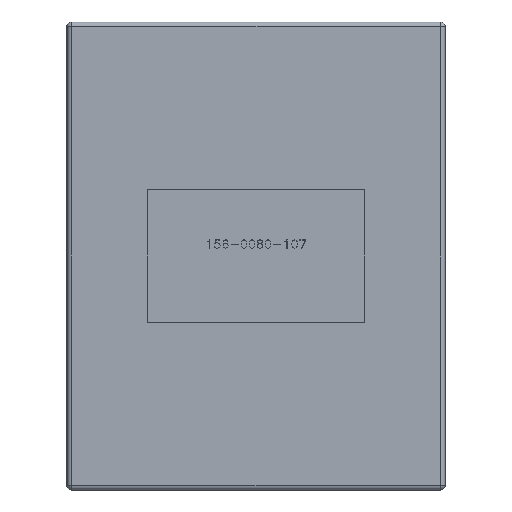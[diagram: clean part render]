
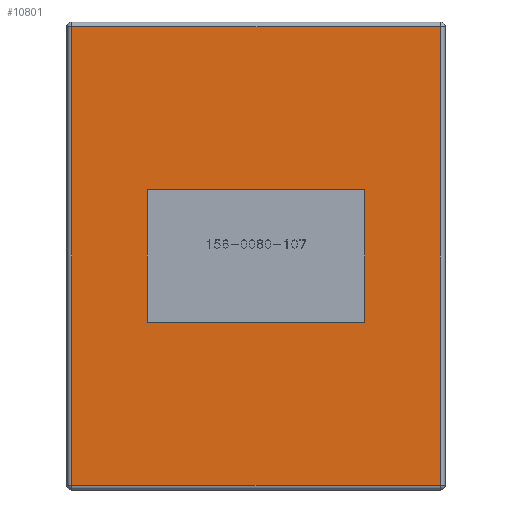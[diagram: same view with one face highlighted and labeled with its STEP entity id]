
A CAD part, front view. The second image highlights one B-rep face of the part: STEP entity #10801.
In plain terms, the highlighted planar face has unit normal (0, -1, 0).
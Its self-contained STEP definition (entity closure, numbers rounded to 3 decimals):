
#10113=CARTESIAN_POINT('',(-46.,0.0,-28.015));
#10114=VERTEX_POINT('',#10113);
#10115=CARTESIAN_POINT('',(-46.,0.0,28.015));
#10116=VERTEX_POINT('',#10115);
#10117=CARTESIAN_POINT('',(-46.,0.0,-28.015));
#10118=DIRECTION('',(0.0,0.0,1.0));
#10119=VECTOR('',#10118,56.03);
#10120=LINE('',#10117,#10119);
#10121=EDGE_CURVE('',#10114,#10116,#10120,.T.);
#10146=CARTESIAN_POINT('',(46.,0.0,-28.015));
#10147=VERTEX_POINT('',#10146);
#10148=CARTESIAN_POINT('',(46.,0.0,-28.015));
#10149=DIRECTION('',(-1.0,0.0,0.0));
#10150=VECTOR('',#10149,92.0);
#10151=LINE('',#10148,#10150);
#10152=EDGE_CURVE('',#10147,#10114,#10151,.T.);
#10168=CARTESIAN_POINT('',(46.,0.0,28.015));
#10169=VERTEX_POINT('',#10168);
#10170=CARTESIAN_POINT('',(46.,0.0,28.015));
#10171=DIRECTION('',(0.0,0.0,-1.0));
#10172=VECTOR('',#10171,56.03);
#10173=LINE('',#10170,#10172);
#10174=EDGE_CURVE('',#10169,#10147,#10173,.T.);
#10194=CARTESIAN_POINT('',(-46.,0.0,28.015));
#10195=DIRECTION('',(1.0,0.0,0.0));
#10196=VECTOR('',#10195,92.0);
#10197=LINE('',#10194,#10196);
#10198=EDGE_CURVE('',#10116,#10169,#10197,.T.);
#10305=CARTESIAN_POINT('',(78.0,0.0,-97.));
#10306=VERTEX_POINT('',#10305);
#10419=CARTESIAN_POINT('',(78.,0.0,97.));
#10420=VERTEX_POINT('',#10419);
#10445=CARTESIAN_POINT('',(-78.,0.0,-97.));
#10446=VERTEX_POINT('',#10445);
#10489=CARTESIAN_POINT('',(-78.0,0.0,97.));
#10490=VERTEX_POINT('',#10489);
#10514=CARTESIAN_POINT('',(-78.,0.0,-97.));
#10515=DIRECTION('',(0.0,0.0,1.0));
#10516=VECTOR('',#10515,194.);
#10517=LINE('',#10514,#10516);
#10518=EDGE_CURVE('',#10446,#10490,#10517,.T.);
#10536=CARTESIAN_POINT('',(-78.0,0.0,97.));
#10537=DIRECTION('',(1.0,0.0,0.0));
#10538=VECTOR('',#10537,156.0);
#10539=LINE('',#10536,#10538);
#10540=EDGE_CURVE('',#10490,#10420,#10539,.T.);
#10602=CARTESIAN_POINT('',(78.0,0.0,-97.));
#10603=DIRECTION('',(-1.0,0.0,0.0));
#10604=VECTOR('',#10603,156.0);
#10605=LINE('',#10602,#10604);
#10606=EDGE_CURVE('',#10306,#10446,#10605,.T.);
#10624=CARTESIAN_POINT('',(78.,0.0,97.));
#10625=DIRECTION('',(0.0,0.0,-1.0));
#10626=VECTOR('',#10625,194.);
#10627=LINE('',#10624,#10626);
#10628=EDGE_CURVE('',#10420,#10306,#10627,.T.);
#10784=CARTESIAN_POINT('',(0.,0.0,0.0));
#10785=DIRECTION('',(0.0,1.0,0.0));
#10786=DIRECTION('',(0.0,0.0,1.0));
#10787=AXIS2_PLACEMENT_3D('',#10784,#10785,#10786);
#10788=PLANE('',#10787);
#10789=ORIENTED_EDGE('',*,*,#10518,.F.);
#10790=ORIENTED_EDGE('',*,*,#10606,.F.);
#10791=ORIENTED_EDGE('',*,*,#10628,.F.);
#10792=ORIENTED_EDGE('',*,*,#10540,.F.);
#10793=EDGE_LOOP('',(#10789,#10790,#10791,#10792));
#10794=FACE_OUTER_BOUND('',#10793,.T.);
#10795=ORIENTED_EDGE('',*,*,#10121,.T.);
#10796=ORIENTED_EDGE('',*,*,#10198,.T.);
#10797=ORIENTED_EDGE('',*,*,#10174,.T.);
#10798=ORIENTED_EDGE('',*,*,#10152,.T.);
#10799=EDGE_LOOP('',(#10795,#10796,#10797,#10798));
#10800=FACE_BOUND('',#10799,.T.);
#10801=ADVANCED_FACE('',(#10794,#10800),#10788,.F.);
